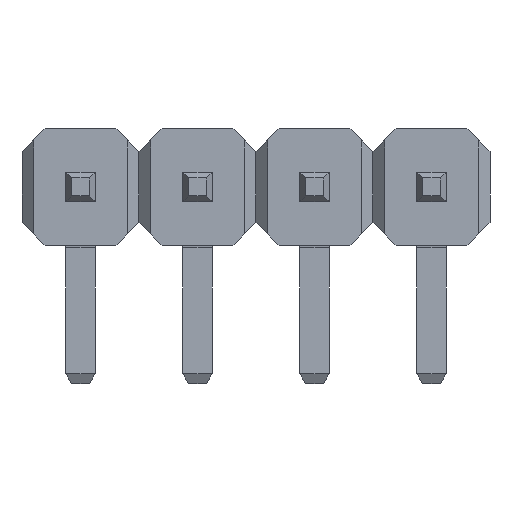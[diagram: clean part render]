
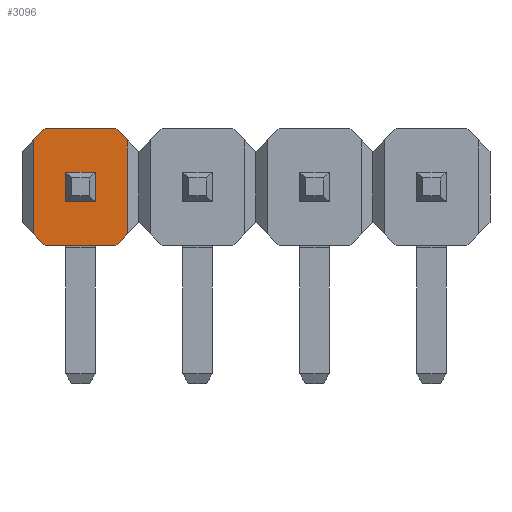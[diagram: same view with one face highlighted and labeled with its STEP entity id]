
A CAD part, front view. The second image highlights one B-rep face of the part: STEP entity #3096.
In plain terms, the highlighted face is planar.
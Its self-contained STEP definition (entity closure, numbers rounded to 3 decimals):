
#21=FACE_BOUND('',#237,.T.);
#60=FACE_OUTER_BOUND('',#236,.T.);
#236=EDGE_LOOP('',(#2049,#2050,#2051,#2052,#2053,#2054,#2055,#2056));
#237=EDGE_LOOP('',(#2057,#2058,#2059,#2060));
#425=LINE('',#4300,#841);
#433=LINE('',#4319,#849);
#446=LINE('',#4345,#862);
#448=LINE('',#4348,#864);
#465=LINE('',#4386,#881);
#466=LINE('',#4388,#882);
#467=LINE('',#4390,#883);
#468=LINE('',#4392,#884);
#469=LINE('',#4394,#885);
#470=LINE('',#4396,#886);
#471=LINE('',#4398,#887);
#472=LINE('',#4399,#888);
#841=VECTOR('',#3488,10.);
#849=VECTOR('',#3504,10.);
#862=VECTOR('',#3529,10.);
#864=VECTOR('',#3533,10.);
#881=VECTOR('',#3572,2.04);
#882=VECTOR('',#3573,0.354);
#883=VECTOR('',#3574,1.54);
#884=VECTOR('',#3575,0.354);
#885=VECTOR('',#3576,2.04);
#886=VECTOR('',#3577,0.354);
#887=VECTOR('',#3578,1.54);
#888=VECTOR('',#3579,0.354);
#1257=VERTEX_POINT('',#4298);
#1258=VERTEX_POINT('',#4299);
#1265=VERTEX_POINT('',#4318);
#1272=VERTEX_POINT('',#4344);
#1281=VERTEX_POINT('',#4384);
#1282=VERTEX_POINT('',#4385);
#1283=VERTEX_POINT('',#4387);
#1284=VERTEX_POINT('',#4389);
#1285=VERTEX_POINT('',#4391);
#1286=VERTEX_POINT('',#4393);
#1287=VERTEX_POINT('',#4395);
#1288=VERTEX_POINT('',#4397);
#1531=EDGE_CURVE('',#1257,#1258,#425,.T.);
#1541=EDGE_CURVE('',#1265,#1257,#433,.T.);
#1554=EDGE_CURVE('',#1272,#1265,#446,.T.);
#1556=EDGE_CURVE('',#1258,#1272,#448,.T.);
#1573=EDGE_CURVE('',#1281,#1282,#465,.T.);
#1574=EDGE_CURVE('',#1281,#1283,#466,.T.);
#1575=EDGE_CURVE('',#1284,#1283,#467,.T.);
#1576=EDGE_CURVE('',#1284,#1285,#468,.T.);
#1577=EDGE_CURVE('',#1286,#1285,#469,.T.);
#1578=EDGE_CURVE('',#1286,#1287,#470,.T.);
#1579=EDGE_CURVE('',#1288,#1287,#471,.T.);
#1580=EDGE_CURVE('',#1288,#1282,#472,.T.);
#2049=ORIENTED_EDGE('',*,*,#1573,.F.);
#2050=ORIENTED_EDGE('',*,*,#1574,.T.);
#2051=ORIENTED_EDGE('',*,*,#1575,.F.);
#2052=ORIENTED_EDGE('',*,*,#1576,.T.);
#2053=ORIENTED_EDGE('',*,*,#1577,.F.);
#2054=ORIENTED_EDGE('',*,*,#1578,.T.);
#2055=ORIENTED_EDGE('',*,*,#1579,.F.);
#2056=ORIENTED_EDGE('',*,*,#1580,.T.);
#2057=ORIENTED_EDGE('',*,*,#1541,.T.);
#2058=ORIENTED_EDGE('',*,*,#1531,.T.);
#2059=ORIENTED_EDGE('',*,*,#1556,.T.);
#2060=ORIENTED_EDGE('',*,*,#1554,.T.);
#2834=PLANE('',#3294);
#3096=ADVANCED_FACE('',(#60,#21),#2834,.F.);
#3294=AXIS2_PLACEMENT_3D('',#4383,#3570,#3571);
#3488=DIRECTION('',(1.,0.,0.));
#3504=DIRECTION('',(0.,0.,-1.));
#3529=DIRECTION('',(-1.,0.,0.));
#3533=DIRECTION('',(0.,0.,1.));
#3570=DIRECTION('center_axis',(0.,-1.,0.));
#3571=DIRECTION('ref_axis',(-1.,0.,0.));
#3572=DIRECTION('',(0.,0.,1.));
#3573=DIRECTION('',(-0.707,0.,-0.707));
#3574=DIRECTION('',(1.,0.,0.));
#3575=DIRECTION('',(-0.707,0.,0.707));
#3576=DIRECTION('',(0.,0.,-1.));
#3577=DIRECTION('',(0.707,0.,0.707));
#3578=DIRECTION('',(-1.,0.,0.));
#3579=DIRECTION('',(0.707,0.,-0.707));
#4298=CARTESIAN_POINT('',(2.22,0.,-0.32));
#4299=CARTESIAN_POINT('',(2.86,0.,-0.32));
#4300=CARTESIAN_POINT('',(1.11,0.,-0.32));
#4318=CARTESIAN_POINT('',(2.22,0.,0.32));
#4319=CARTESIAN_POINT('',(2.22,0.,0.16));
#4344=CARTESIAN_POINT('',(2.86,0.,0.32));
#4345=CARTESIAN_POINT('',(1.43,0.,0.32));
#4348=CARTESIAN_POINT('',(2.86,0.,-0.16));
#4383=CARTESIAN_POINT('Origin',(0.,0.,0.));
#4384=CARTESIAN_POINT('',(3.56,0.,-1.02));
#4385=CARTESIAN_POINT('',(3.56,0.,1.02));
#4386=CARTESIAN_POINT('',(3.56,0.,-1.02));
#4387=CARTESIAN_POINT('',(3.31,0.,-1.27));
#4388=CARTESIAN_POINT('',(3.56,0.,-1.02));
#4389=CARTESIAN_POINT('',(1.77,0.,-1.27));
#4390=CARTESIAN_POINT('',(1.77,0.,-1.27));
#4391=CARTESIAN_POINT('',(1.52,0.,-1.02));
#4392=CARTESIAN_POINT('',(1.77,0.,-1.27));
#4393=CARTESIAN_POINT('',(1.52,0.,1.02));
#4394=CARTESIAN_POINT('',(1.52,0.,1.02));
#4395=CARTESIAN_POINT('',(1.77,0.,1.27));
#4396=CARTESIAN_POINT('',(1.52,0.,1.02));
#4397=CARTESIAN_POINT('',(3.31,0.,1.27));
#4398=CARTESIAN_POINT('',(3.31,0.,1.27));
#4399=CARTESIAN_POINT('',(3.31,0.,1.27));
